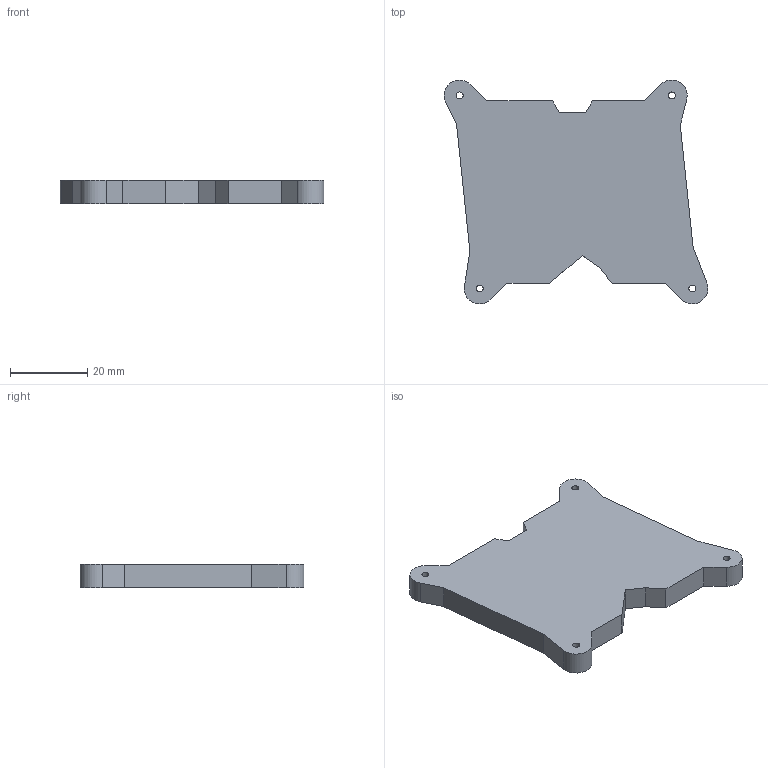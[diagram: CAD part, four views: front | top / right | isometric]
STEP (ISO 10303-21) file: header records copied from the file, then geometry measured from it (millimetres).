
FILE_DESCRIPTION(('FreeCAD Model'),'2;1');
FILE_NAME('Open CASCADE Shape Model','2024-10-24T16:45:11',(''),(''), 'Open CASCADE STEP processor 7.6','FreeCAD','Unknown');
FILE_SCHEMA(('AUTOMOTIVE_DESIGN { 1 0 10303 214 1 1 1 1 }'));
Length unit declared in the file: millimetre
Products named in the file (2): backPlate; Body
Assembly tree (1 placements, depth 2):
  backPlate
    Body
Bounding box: 68.19 x 57.9 x 6 mm (x, y, z)
Volume: 12300.9 mm3; surface area: 9511.5 mm2
Topology: 1 solids, 1 shells, 164 faces, 432 edges, 288 vertices
Faces by surface type: plane 156, cylinder 4, cone 4
Entity records: 5028 total; most frequent: CARTESIAN_POINT 886, ORIENTED_EDGE 864, DIRECTION 780, EDGE_CURVE 432, LINE 416, VECTOR 416, VERTEX_POINT 288, FACE_BOUND 190
